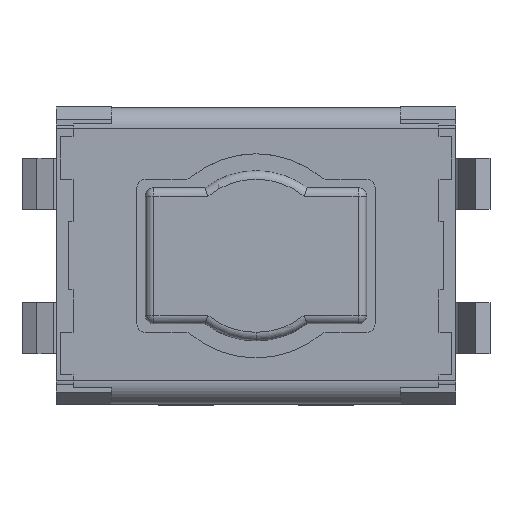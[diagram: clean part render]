
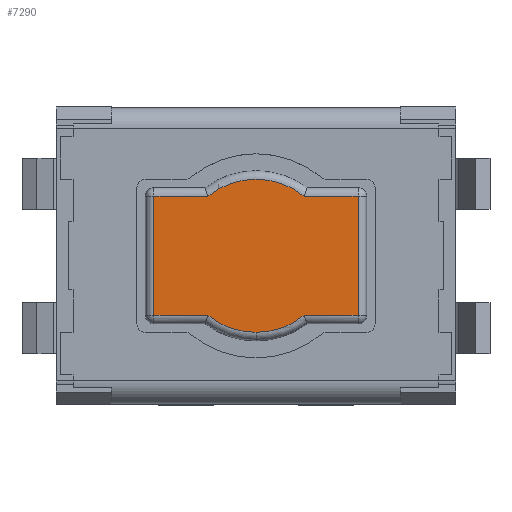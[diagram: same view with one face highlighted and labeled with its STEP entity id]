
A CAD part, top view. The second image highlights one B-rep face of the part: STEP entity #7290.
In plain terms, the highlighted planar face has unit normal (0, 0, 1).
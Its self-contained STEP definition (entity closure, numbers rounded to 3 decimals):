
#54 = CARTESIAN_POINT ( 'NONE',  ( -1.079, -0.142, 1.048 ) ) ;
#225 = DIRECTION ( 'NONE',  ( 0., -1., 0. ) ) ;
#289 = AXIS2_PLACEMENT_3D ( 'NONE', #1454, #336, #225 ) ;
#336 = DIRECTION ( 'NONE',  ( 0., 0., -1. ) ) ;
#343 = CIRCLE ( 'NONE', #4111, 0.9 ) ;
#375 = CARTESIAN_POINT ( 'NONE',  ( 1.321, 0.558, 1.048 ) ) ;
#655 = FACE_OUTER_BOUND ( 'NONE', #5768, .T. ) ;
#667 = EDGE_CURVE ( 'NONE', #7189, #2085, #3564, .T. ) ;
#881 = AXIS2_PLACEMENT_3D ( 'NONE', #5011, #7490, #6280 ) ;
#918 = VECTOR ( 'NONE', #1561, 1000. ) ;
#947 = EDGE_CURVE ( 'NONE', #2005, #5368, #3805, .T. ) ;
#1344 = ORIENTED_EDGE ( 'NONE', *, *, #947, .F. ) ;
#1359 = EDGE_CURVE ( 'NONE', #5368, #4182, #6974, .T. ) ;
#1454 = CARTESIAN_POINT ( 'NONE',  ( 0.121, -0.142, 1.048 ) ) ;
#1527 = CARTESIAN_POINT ( 'NONE',  ( -0.445, -0.842, 1.048 ) ) ;
#1561 = DIRECTION ( 'NONE',  ( -1., 0., 0. ) ) ;
#1718 = EDGE_CURVE ( 'NONE', #2085, #7449, #343, .T. ) ;
#1740 = DIRECTION ( 'NONE',  ( 0., -1., 0. ) ) ;
#1930 = CARTESIAN_POINT ( 'NONE',  ( -1.079, 0.558, 1.048 ) ) ;
#1983 = DIRECTION ( 'NONE',  ( 0., -1., 0. ) ) ;
#2005 = VERTEX_POINT ( 'NONE', #7482 ) ;
#2011 = DIRECTION ( 'NONE',  ( 0., -1., 0. ) ) ;
#2085 = VERTEX_POINT ( 'NONE', #4048 ) ;
#2368 = VECTOR ( 'NONE', #4261, 1000. ) ;
#2395 = ORIENTED_EDGE ( 'NONE', *, *, #6946, .F. ) ;
#2448 = AXIS2_PLACEMENT_3D ( 'NONE', #5732, #3558, #1740 ) ;
#2505 = LINE ( 'NONE', #7461, #5689 ) ;
#2581 = CARTESIAN_POINT ( 'NONE',  ( 0.686, 0.558, 1.048 ) ) ;
#2688 = ORIENTED_EDGE ( 'NONE', *, *, #6435, .F. ) ;
#2863 = CARTESIAN_POINT ( 'NONE',  ( 0.686, -0.842, 1.048 ) ) ;
#3100 = CARTESIAN_POINT ( 'NONE',  ( 1.321, -0.842, 1.048 ) ) ;
#3145 = PLANE ( 'NONE',  #881 ) ;
#3165 = DIRECTION ( 'NONE',  ( 0., 1., 0. ) ) ;
#3210 = VERTEX_POINT ( 'NONE', #3100 ) ;
#3369 = ORIENTED_EDGE ( 'NONE', *, *, #7080, .F. ) ;
#3424 = DIRECTION ( 'NONE',  ( 1., 0., 0. ) ) ;
#3558 = DIRECTION ( 'NONE',  ( 0., 0., -1. ) ) ;
#3564 = LINE ( 'NONE', #6176, #2368 ) ;
#3805 = CIRCLE ( 'NONE', #289, 0.9 ) ;
#4048 = CARTESIAN_POINT ( 'NONE',  ( -0.445, 0.558, 1.048 ) ) ;
#4105 = CARTESIAN_POINT ( 'NONE',  ( -1.079, -0.842, 1.048 ) ) ;
#4111 = AXIS2_PLACEMENT_3D ( 'NONE', #6964, #7006, #2011 ) ;
#4182 = VERTEX_POINT ( 'NONE', #4105 ) ;
#4261 = DIRECTION ( 'NONE',  ( 1., 0., 0. ) ) ;
#4307 = VERTEX_POINT ( 'NONE', #2863 ) ;
#4594 = ORIENTED_EDGE ( 'NONE', *, *, #6826, .F. ) ;
#5011 = CARTESIAN_POINT ( 'NONE',  ( 0.121, -0.142, 1.048 ) ) ;
#5099 = EDGE_CURVE ( 'NONE', #4307, #2005, #5815, .T. ) ;
#5142 = LINE ( 'NONE', #5759, #7505 ) ;
#5368 = VERTEX_POINT ( 'NONE', #1527 ) ;
#5450 = ORIENTED_EDGE ( 'NONE', *, *, #1718, .F. ) ;
#5689 = VECTOR ( 'NONE', #6848, 1000. ) ;
#5732 = CARTESIAN_POINT ( 'NONE',  ( 0.121, -0.142, 1.048 ) ) ;
#5759 = CARTESIAN_POINT ( 'NONE',  ( 1.321, -0.142, 1.048 ) ) ;
#5768 = EDGE_LOOP ( 'NONE', ( #4594, #2395, #3369, #5450, #7075, #2688, #7421, #1344, #6599 ) ) ;
#5815 = CIRCLE ( 'NONE', #2448, 0.9 ) ;
#6176 = CARTESIAN_POINT ( 'NONE',  ( 0.121, 0.558, 1.048 ) ) ;
#6259 = LINE ( 'NONE', #54, #7632 ) ;
#6280 = DIRECTION ( 'NONE',  ( 1., 0., 0. ) ) ;
#6435 = EDGE_CURVE ( 'NONE', #4182, #7189, #6259, .T. ) ;
#6599 = ORIENTED_EDGE ( 'NONE', *, *, #5099, .F. ) ;
#6715 = VERTEX_POINT ( 'NONE', #375 ) ;
#6826 = EDGE_CURVE ( 'NONE', #3210, #4307, #2505, .T. ) ;
#6848 = DIRECTION ( 'NONE',  ( -1., 0., 0. ) ) ;
#6859 = VECTOR ( 'NONE', #3424, 1000. ) ;
#6946 = EDGE_CURVE ( 'NONE', #6715, #3210, #5142, .T. ) ;
#6964 = CARTESIAN_POINT ( 'NONE',  ( 0.121, -0.142, 1.048 ) ) ;
#6974 = LINE ( 'NONE', #7131, #918 ) ;
#7006 = DIRECTION ( 'NONE',  ( 0., 0., -1. ) ) ;
#7075 = ORIENTED_EDGE ( 'NONE', *, *, #667, .F. ) ;
#7080 = EDGE_CURVE ( 'NONE', #7449, #6715, #7127, .T. ) ;
#7127 = LINE ( 'NONE', #7737, #6859 ) ;
#7131 = CARTESIAN_POINT ( 'NONE',  ( 0.121, -0.842, 1.048 ) ) ;
#7189 = VERTEX_POINT ( 'NONE', #1930 ) ;
#7290 = ADVANCED_FACE ( 'NONE', ( #655 ), #3145, .T. ) ;
#7421 = ORIENTED_EDGE ( 'NONE', *, *, #1359, .F. ) ;
#7449 = VERTEX_POINT ( 'NONE', #2581 ) ;
#7461 = CARTESIAN_POINT ( 'NONE',  ( 0.121, -0.842, 1.048 ) ) ;
#7482 = CARTESIAN_POINT ( 'NONE',  ( 0.121, -1.042, 1.048 ) ) ;
#7490 = DIRECTION ( 'NONE',  ( 0., 0., 1. ) ) ;
#7505 = VECTOR ( 'NONE', #1983, 1000. ) ;
#7632 = VECTOR ( 'NONE', #3165, 1000. ) ;
#7737 = CARTESIAN_POINT ( 'NONE',  ( 0.121, 0.558, 1.048 ) ) ;
